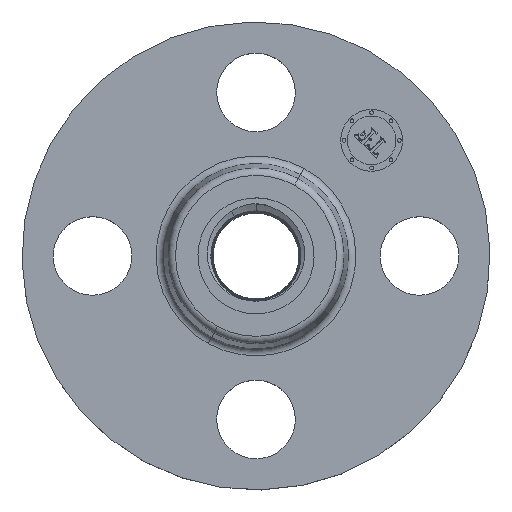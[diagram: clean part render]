
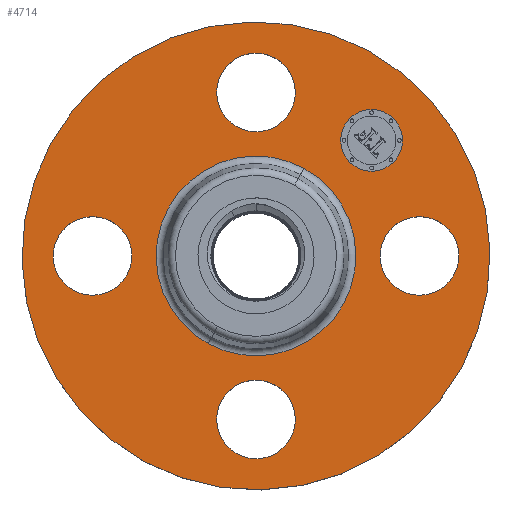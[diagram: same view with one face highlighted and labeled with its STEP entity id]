
A CAD part, top view. The second image highlights one B-rep face of the part: STEP entity #4714.
In plain terms, the highlighted planar face has unit normal (0, 0, 1).
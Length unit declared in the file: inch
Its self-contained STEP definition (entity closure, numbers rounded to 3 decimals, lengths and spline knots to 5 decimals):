
#428=AXIS2_PLACEMENT_3D('Circle Axis2P3D',#426,#427,$) ;
#440=AXIS2_PLACEMENT_3D('Circle Axis2P3D',#438,#439,$) ;
#464=AXIS2_PLACEMENT_3D('Circle Axis2P3D',#462,#463,$) ;
#483=AXIS2_PLACEMENT_3D('Circle Axis2P3D',#481,#482,$) ;
#500=AXIS2_PLACEMENT_3D('Circle Axis2P3D',#498,#499,$) ;
#535=AXIS2_PLACEMENT_3D('Circle Axis2P3D',#533,#534,$) ;
#657=AXIS2_PLACEMENT_3D('Circle Axis2P3D',#655,#656,$) ;
#669=AXIS2_PLACEMENT_3D('Circle Axis2P3D',#667,#668,$) ;
#700=AXIS2_PLACEMENT_3D('Circle Axis2P3D',#698,#699,$) ;
#712=AXIS2_PLACEMENT_3D('Circle Axis2P3D',#710,#711,$) ;
#743=AXIS2_PLACEMENT_3D('Circle Axis2P3D',#741,#742,$) ;
#755=AXIS2_PLACEMENT_3D('Circle Axis2P3D',#753,#754,$) ;
#4670=AXIS2_PLACEMENT_3D('Plane Axis2P3D',#4667,#4668,#4669) ;
#4698=AXIS2_PLACEMENT_3D('Circle Axis2P3D',#4696,#4697,$) ;
#4707=AXIS2_PLACEMENT_3D('Circle Axis2P3D',#4705,#4706,$) ;
#416=CARTESIAN_POINT('Vertex',(1.03356,0.15102,0.5)) ;
#423=CARTESIAN_POINT('Vertex',(1.58644,-0.15102,0.5)) ;
#426=CARTESIAN_POINT('Axis2P3D Location',(1.31,0.,0.5)) ;
#438=CARTESIAN_POINT('Axis2P3D Location',(1.31,0.,0.5)) ;
#459=CARTESIAN_POINT('Vertex',(0.89892,1.64547,0.5)) ;
#462=CARTESIAN_POINT('Axis2P3D Location',(0.,0.,0.5)) ;
#466=CARTESIAN_POINT('Vertex',(-0.89892,-1.64547,0.5)) ;
#481=CARTESIAN_POINT('Axis2P3D Location',(0.,0.,0.5)) ;
#498=CARTESIAN_POINT('Axis2P3D Location',(0.,0.,0.5)) ;
#502=CARTESIAN_POINT('Vertex',(0.38371,0.70237,0.5)) ;
#504=CARTESIAN_POINT('Vertex',(-0.38371,-0.70237,0.5)) ;
#533=CARTESIAN_POINT('Axis2P3D Location',(0.,0.,0.5)) ;
#645=CARTESIAN_POINT('Vertex',(-0.15102,1.03356,0.5)) ;
#652=CARTESIAN_POINT('Vertex',(0.15102,1.58644,0.5)) ;
#655=CARTESIAN_POINT('Axis2P3D Location',(0.,1.31,0.5)) ;
#667=CARTESIAN_POINT('Axis2P3D Location',(0.,1.31,0.5)) ;
#688=CARTESIAN_POINT('Vertex',(-1.03356,-0.15102,0.5)) ;
#695=CARTESIAN_POINT('Vertex',(-1.58644,0.15102,0.5)) ;
#698=CARTESIAN_POINT('Axis2P3D Location',(-1.31,0.,0.5)) ;
#710=CARTESIAN_POINT('Axis2P3D Location',(-1.31,0.,0.5)) ;
#731=CARTESIAN_POINT('Vertex',(0.15102,-1.03356,0.5)) ;
#738=CARTESIAN_POINT('Vertex',(-0.15102,-1.58644,0.5)) ;
#741=CARTESIAN_POINT('Axis2P3D Location',(0.,-1.31,0.5)) ;
#753=CARTESIAN_POINT('Axis2P3D Location',(0.,-1.31,0.5)) ;
#4667=CARTESIAN_POINT('Axis2P3D Location',(0.,1.875,0.5)) ;
#4696=CARTESIAN_POINT('Axis2P3D Location',(0.92631,0.92631,0.5)) ;
#4700=CARTESIAN_POINT('Vertex',(0.7513,1.10132,0.5)) ;
#4702=CARTESIAN_POINT('Vertex',(1.10132,0.7513,0.5)) ;
#4705=CARTESIAN_POINT('Axis2P3D Location',(0.92631,0.92631,0.5)) ;
#427=DIRECTION('Axis2P3D Direction',(0.,-0.,-0.039)) ;
#439=DIRECTION('Axis2P3D Direction',(0.,-0.,-0.039)) ;
#463=DIRECTION('Axis2P3D Direction',(0.,0.,-0.039)) ;
#482=DIRECTION('Axis2P3D Direction',(0.,0.,-0.039)) ;
#499=DIRECTION('Axis2P3D Direction',(0.,0.,-0.039)) ;
#534=DIRECTION('Axis2P3D Direction',(0.,0.,-0.039)) ;
#656=DIRECTION('Axis2P3D Direction',(0.,0.,-0.039)) ;
#668=DIRECTION('Axis2P3D Direction',(0.,0.,-0.039)) ;
#699=DIRECTION('Axis2P3D Direction',(-0.,0.,-0.039)) ;
#711=DIRECTION('Axis2P3D Direction',(-0.,0.,-0.039)) ;
#742=DIRECTION('Axis2P3D Direction',(0.,-0.,-0.039)) ;
#754=DIRECTION('Axis2P3D Direction',(0.,-0.,-0.039)) ;
#4668=DIRECTION('Axis2P3D Direction',(0.,0.,-0.039)) ;
#4669=DIRECTION('Axis2P3D XDirection',(0.039,0.,0.)) ;
#4697=DIRECTION('Axis2P3D Direction',(0.,0.,-0.039)) ;
#4706=DIRECTION('Axis2P3D Direction',(0.,0.,-0.039)) ;
#4673=ORIENTED_EDGE('',*,*,#468,.F.) ;
#4674=ORIENTED_EDGE('',*,*,#485,.F.) ;
#4677=ORIENTED_EDGE('',*,*,#430,.T.) ;
#4678=ORIENTED_EDGE('',*,*,#442,.T.) ;
#4681=ORIENTED_EDGE('',*,*,#537,.T.) ;
#4682=ORIENTED_EDGE('',*,*,#506,.T.) ;
#4685=ORIENTED_EDGE('',*,*,#757,.T.) ;
#4686=ORIENTED_EDGE('',*,*,#745,.T.) ;
#4689=ORIENTED_EDGE('',*,*,#714,.T.) ;
#4690=ORIENTED_EDGE('',*,*,#702,.T.) ;
#4693=ORIENTED_EDGE('',*,*,#671,.T.) ;
#4694=ORIENTED_EDGE('',*,*,#659,.T.) ;
#4711=ORIENTED_EDGE('',*,*,#4704,.T.) ;
#4712=ORIENTED_EDGE('',*,*,#4709,.T.) ;
#4679=FACE_BOUND('',#4676,.T.) ;
#4683=FACE_BOUND('',#4680,.T.) ;
#4687=FACE_BOUND('',#4684,.T.) ;
#4691=FACE_BOUND('',#4688,.T.) ;
#4695=FACE_BOUND('',#4692,.T.) ;
#4713=FACE_BOUND('',#4710,.T.) ;
#4714=ADVANCED_FACE('PartBody',(#4675,#4679,#4683,#4687,#4691,#4695,#4713),#4671,.F.) ;
#429=CIRCLE('generated circle',#428,0.315) ;
#441=CIRCLE('generated circle',#440,0.315) ;
#465=CIRCLE('generated circle',#464,1.875) ;
#484=CIRCLE('generated circle',#483,1.875) ;
#501=CIRCLE('generated circle',#500,0.80035) ;
#536=CIRCLE('generated circle',#535,0.80035) ;
#658=CIRCLE('generated circle',#657,0.315) ;
#670=CIRCLE('generated circle',#669,0.315) ;
#701=CIRCLE('generated circle',#700,0.315) ;
#713=CIRCLE('generated circle',#712,0.315) ;
#744=CIRCLE('generated circle',#743,0.315) ;
#756=CIRCLE('generated circle',#755,0.315) ;
#4699=CIRCLE('generated circle',#4698,0.2475) ;
#4708=CIRCLE('generated circle',#4707,0.2475) ;
#430=EDGE_CURVE('',#417,#424,#429,.T.) ;
#442=EDGE_CURVE('',#424,#417,#441,.T.) ;
#468=EDGE_CURVE('',#460,#467,#465,.T.) ;
#485=EDGE_CURVE('',#467,#460,#484,.T.) ;
#506=EDGE_CURVE('',#503,#505,#501,.T.) ;
#537=EDGE_CURVE('',#505,#503,#536,.T.) ;
#659=EDGE_CURVE('',#646,#653,#658,.T.) ;
#671=EDGE_CURVE('',#653,#646,#670,.T.) ;
#702=EDGE_CURVE('',#689,#696,#701,.T.) ;
#714=EDGE_CURVE('',#696,#689,#713,.T.) ;
#745=EDGE_CURVE('',#732,#739,#744,.T.) ;
#757=EDGE_CURVE('',#739,#732,#756,.T.) ;
#4704=EDGE_CURVE('',#4701,#4703,#4699,.T.) ;
#4709=EDGE_CURVE('',#4703,#4701,#4708,.T.) ;
#4672=EDGE_LOOP('',(#4673,#4674)) ;
#4676=EDGE_LOOP('',(#4677,#4678)) ;
#4680=EDGE_LOOP('',(#4681,#4682)) ;
#4684=EDGE_LOOP('',(#4685,#4686)) ;
#4688=EDGE_LOOP('',(#4689,#4690)) ;
#4692=EDGE_LOOP('',(#4693,#4694)) ;
#4710=EDGE_LOOP('',(#4711,#4712)) ;
#4675=FACE_OUTER_BOUND('',#4672,.T.) ;
#4671=PLANE('',#4670) ;
#417=VERTEX_POINT('',#416) ;
#424=VERTEX_POINT('',#423) ;
#460=VERTEX_POINT('',#459) ;
#467=VERTEX_POINT('',#466) ;
#503=VERTEX_POINT('',#502) ;
#505=VERTEX_POINT('',#504) ;
#646=VERTEX_POINT('',#645) ;
#653=VERTEX_POINT('',#652) ;
#689=VERTEX_POINT('',#688) ;
#696=VERTEX_POINT('',#695) ;
#732=VERTEX_POINT('',#731) ;
#739=VERTEX_POINT('',#738) ;
#4701=VERTEX_POINT('',#4700) ;
#4703=VERTEX_POINT('',#4702) ;
